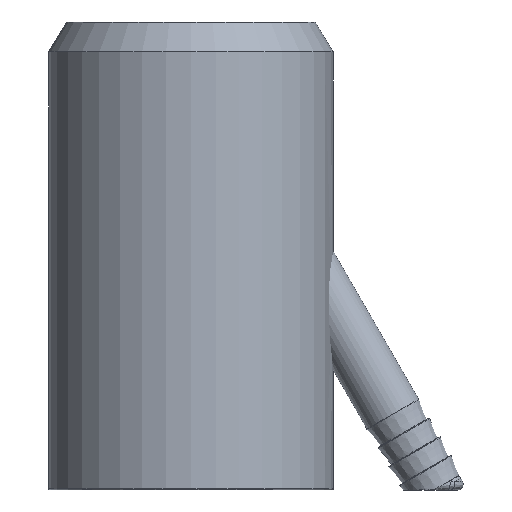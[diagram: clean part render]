
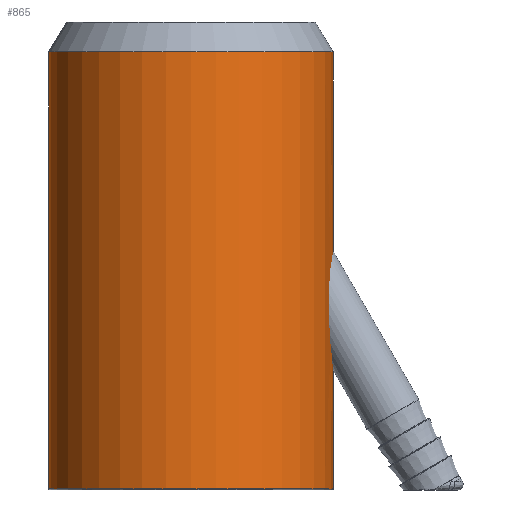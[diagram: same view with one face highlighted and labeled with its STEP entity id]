
A CAD part, front view. The second image highlights one B-rep face of the part: STEP entity #865.
In plain terms, the highlighted cylindrical face has radius 30.226 mm (diameter 60.452 mm), a full revolution.
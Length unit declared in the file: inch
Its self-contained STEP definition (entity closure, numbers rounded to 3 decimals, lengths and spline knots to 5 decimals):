
#47=LINE('',#3202,#73);
#73=VECTOR('',#1187,1.19);
#101=FACE_BOUND('',#229,.T.);
#124=CYLINDRICAL_SURFACE('',#986,1.19);
#169=FACE_OUTER_BOUND('',#228,.T.);
#228=EDGE_LOOP('',(#729,#730,#731,#732,#733));
#229=EDGE_LOOP('',(#734));
#285=CIRCLE('',#982,1.19);
#286=CIRCLE('',#983,1.19);
#288=CIRCLE('',#987,1.19);
#318=B_SPLINE_CURVE_WITH_KNOTS('',3,(#2970,#2971,#2972,#2973,#2974,#2975,
#2976,#2977,#2978,#2979,#2980,#2981,#2982,#2983,#2984,#2985,#2986,#2987,
#2988,#2989,#2990,#2991,#2992,#2993,#2994,#2995,#2996,#2997,#2998,#2999,
#3000,#3001,#3002,#3003,#3004,#3005,#3006,#3007,#3008,#3009,#3010),
 .UNSPECIFIED.,.T.,.F.,(4,3,2,2,2,2,2,2,2,2,2,2,2,2,2,2,2,2,2,4),(3.77511,
3.92558,4.32448,4.5443,4.68415,4.78209,
4.87152,4.97809,5.14516,5.43174,5.8841,
6.24886,6.47924,6.6323,6.74576,6.85118,
6.97428,7.15446,7.43367,7.70069),
 .UNSPECIFIED.);
#399=VERTEX_POINT('',#2969);
#412=VERTEX_POINT('',#3192);
#413=VERTEX_POINT('',#3194);
#415=VERTEX_POINT('',#3201);
#508=EDGE_CURVE('',#399,#399,#318,.T.);
#525=EDGE_CURVE('',#412,#413,#285,.T.);
#526=EDGE_CURVE('',#413,#412,#286,.T.);
#528=EDGE_CURVE('',#413,#415,#47,.T.);
#529=EDGE_CURVE('',#415,#415,#288,.T.);
#729=ORIENTED_EDGE('',*,*,#525,.F.);
#730=ORIENTED_EDGE('',*,*,#526,.F.);
#731=ORIENTED_EDGE('',*,*,#528,.T.);
#732=ORIENTED_EDGE('',*,*,#529,.T.);
#733=ORIENTED_EDGE('',*,*,#528,.F.);
#734=ORIENTED_EDGE('',*,*,#508,.T.);
#865=ADVANCED_FACE('',(#169,#101),#124,.T.);
#982=AXIS2_PLACEMENT_3D('',#3195,#1177,#1178);
#983=AXIS2_PLACEMENT_3D('',#3196,#1179,#1180);
#986=AXIS2_PLACEMENT_3D('',#3200,#1185,#1186);
#987=AXIS2_PLACEMENT_3D('',#3203,#1188,#1189);
#1177=DIRECTION('center_axis',(0.,0.,1.));
#1178=DIRECTION('ref_axis',(-1.,0.,0.));
#1179=DIRECTION('center_axis',(0.,0.,1.));
#1180=DIRECTION('ref_axis',(-1.,0.,0.));
#1185=DIRECTION('center_axis',(0.,0.,1.));
#1186=DIRECTION('ref_axis',(1.,0.,0.));
#1187=DIRECTION('',(0.,0.,-1.));
#1188=DIRECTION('center_axis',(0.,0.,1.));
#1189=DIRECTION('ref_axis',(1.,0.,0.));
#2969=CARTESIAN_POINT('',(1.18257,0.13275,0.54918));
#2970=CARTESIAN_POINT('Ctrl Pts',(1.18257,0.13275,0.54918));
#2971=CARTESIAN_POINT('Ctrl Pts',(1.18257,0.13275,0.52943));
#2972=CARTESIAN_POINT('Ctrl Pts',(1.1827,0.13165,0.50956));
#2973=CARTESIAN_POINT('Ctrl Pts',(1.18294,0.12947,0.48994));
#2974=CARTESIAN_POINT('Ctrl Pts',(1.18357,0.12371,0.43791));
#2975=CARTESIAN_POINT('Ctrl Pts',(1.18501,0.11052,0.38878));
#2976=CARTESIAN_POINT('Ctrl Pts',(1.18729,0.081,0.32869));
#2977=CARTESIAN_POINT('Ctrl Pts',(1.18808,0.06893,0.31085));
#2978=CARTESIAN_POINT('Ctrl Pts',(1.1891,0.04711,0.28896));
#2979=CARTESIAN_POINT('Ctrl Pts',(1.18947,0.03725,0.28138));
#2980=CARTESIAN_POINT('Ctrl Pts',(1.18989,0.0182,0.27303));
#2981=CARTESIAN_POINT('Ctrl Pts',(1.18999,0.00988,
0.27099));
#2982=CARTESIAN_POINT('Ctrl Pts',(1.19001,-0.00682,
0.27067));
#2983=CARTESIAN_POINT('Ctrl Pts',(1.18993,-0.01466,
0.2721));
#2984=CARTESIAN_POINT('Ctrl Pts',(1.18962,-0.03134,
0.27832));
#2985=CARTESIAN_POINT('Ctrl Pts',(1.18936,-0.03974,
0.28358));
#2986=CARTESIAN_POINT('Ctrl Pts',(1.18858,-0.05924,
0.2998));
#2987=CARTESIAN_POINT('Ctrl Pts',(1.188,-0.06948,
0.31257));
#2988=CARTESIAN_POINT('Ctrl Pts',(1.18648,-0.09261,0.3488));
#2989=CARTESIAN_POINT('Ctrl Pts',(1.18539,-0.10506,0.37787));
#2990=CARTESIAN_POINT('Ctrl Pts',(1.18306,-0.12916,0.46379));
#2991=CARTESIAN_POINT('Ctrl Pts',(1.18224,-0.13572,0.52528));
#2992=CARTESIAN_POINT('Ctrl Pts',(1.18309,-0.12809,0.63387));
#2993=CARTESIAN_POINT('Ctrl Pts',(1.18427,-0.11781,0.67897));
#2994=CARTESIAN_POINT('Ctrl Pts',(1.18659,-0.09065,
0.73889));
#2995=CARTESIAN_POINT('Ctrl Pts',(1.18754,-0.0779,
0.75805));
#2996=CARTESIAN_POINT('Ctrl Pts',(1.18882,-0.05389,
0.78198));
#2997=CARTESIAN_POINT('Ctrl Pts',(1.1893,-0.04275,
0.79023));
#2998=CARTESIAN_POINT('Ctrl Pts',(1.18986,-0.02067,
0.79953));
#2999=CARTESIAN_POINT('Ctrl Pts',(1.19,-0.0107,
0.80177));
#3000=CARTESIAN_POINT('Ctrl Pts',(1.19,0.00935,
0.80185));
#3001=CARTESIAN_POINT('Ctrl Pts',(1.18989,0.01885,0.79999));
#3002=CARTESIAN_POINT('Ctrl Pts',(1.18942,0.03872,0.79222));
#3003=CARTESIAN_POINT('Ctrl Pts',(1.18904,0.04856,0.78585));
#3004=CARTESIAN_POINT('Ctrl Pts',(1.18799,0.07032,0.76681));
#3005=CARTESIAN_POINT('Ctrl Pts',(1.18726,0.08116,0.75253));
#3006=CARTESIAN_POINT('Ctrl Pts',(1.18555,0.10375,0.71382));
#3007=CARTESIAN_POINT('Ctrl Pts',(1.18448,0.11474,0.68471));
#3008=CARTESIAN_POINT('Ctrl Pts',(1.18298,0.12928,0.61887));
#3009=CARTESIAN_POINT('Ctrl Pts',(1.18257,0.13275,0.58422));
#3010=CARTESIAN_POINT('Ctrl Pts',(1.18257,0.13275,0.54918));
#3192=CARTESIAN_POINT('',(1.19,0.,2.7));
#3194=CARTESIAN_POINT('',(-1.19,0.,2.7));
#3195=CARTESIAN_POINT('Origin',(0.,0.,2.7));
#3196=CARTESIAN_POINT('Origin',(0.,0.,2.7));
#3200=CARTESIAN_POINT('Origin',(0.,0.,-4.33083));
#3201=CARTESIAN_POINT('',(-1.19,0.,-0.955));
#3202=CARTESIAN_POINT('',(-1.19,0.,-4.33083));
#3203=CARTESIAN_POINT('Origin',(0.,0.,-0.955));
